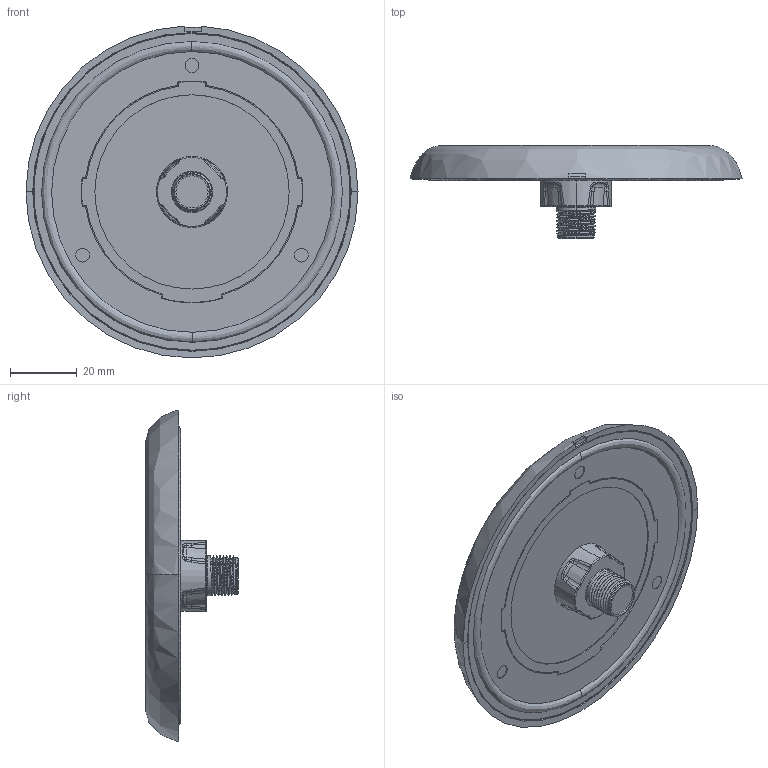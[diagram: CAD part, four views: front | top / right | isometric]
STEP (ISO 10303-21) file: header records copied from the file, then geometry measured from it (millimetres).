
FILE_DESCRIPTION (( 'STEP AP203' ), '1' );
FILE_NAME ('CD41KCRBK-P20-0254.step', '2022-01-19T13:04:36', ( '' ), ( '' ), 'SwSTEP 2.0', 'SolidWorks 2021', '' );
FILE_SCHEMA (( 'CONFIG_CONTROL_DESIGN' ));
Length unit declared in the file: inch
Products named in the file (1): CD41KCRBK-P20-0254
Bounding box: 99.8 x 27.9 x 99.75 mm (x, y, z)
Volume: 70732.7 mm3; surface area: 24202.4 mm2
Topology: 1 solids, 2 shells, 454 faces, 1176 edges, 751 vertices
Faces by surface type: plane 239, bspline 108, cylinder 61, cone 46
Entity records: 21594 total; most frequent: CARTESIAN_POINT 11172, ORIENTED_EDGE 2336, DIRECTION 1883, EDGE_CURVE 1168, VERTEX_POINT 751, VECTOR 669, LINE 669, AXIS2_PLACEMENT_3D 607
